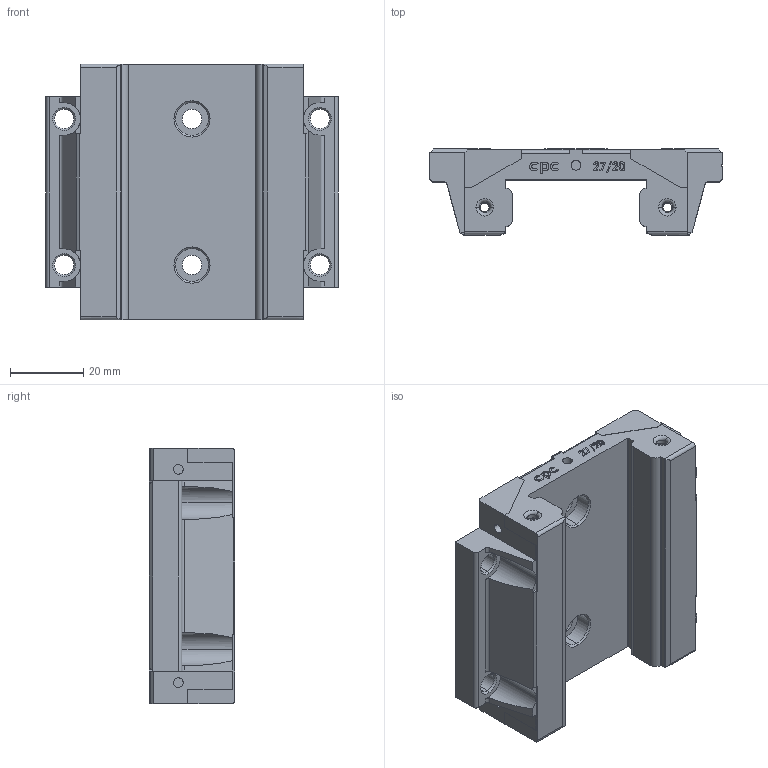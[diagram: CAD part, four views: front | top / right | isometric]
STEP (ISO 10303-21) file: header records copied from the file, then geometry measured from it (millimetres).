
FILE_DESCRIPTION (( 'STEP AP214' ), '1' );
FILE_NAME ('WRC27-20FN-block-X2.STEP', '2018-07-09T07:04:07', ( '' ), ( '' ), 'SwSTEP 2.0', 'SolidWorks 2010', '' );
FILE_SCHEMA (( 'AUTOMOTIVE_DESIGN' ));
Length unit declared in the file: millimetre
Products named in the file (1): WRC27-20FN-block-X2
Bounding box: 80 x 23.5 x 70 mm (x, y, z)
Volume: 70792.8 mm3; surface area: 20321.8 mm2
Topology: 1 solids, 1 shells, 441 faces, 1177 edges, 770 vertices
Faces by surface type: plane 227, bspline 92, cylinder 90, cone 24, torus 8
Entity records: 22442 total; most frequent: CARTESIAN_POINT 11532, ORIENTED_EDGE 2354, DIRECTION 1879, EDGE_CURVE 1177, VERTEX_POINT 770, VECTOR 751, LINE 751, AXIS2_PLACEMENT_3D 564
